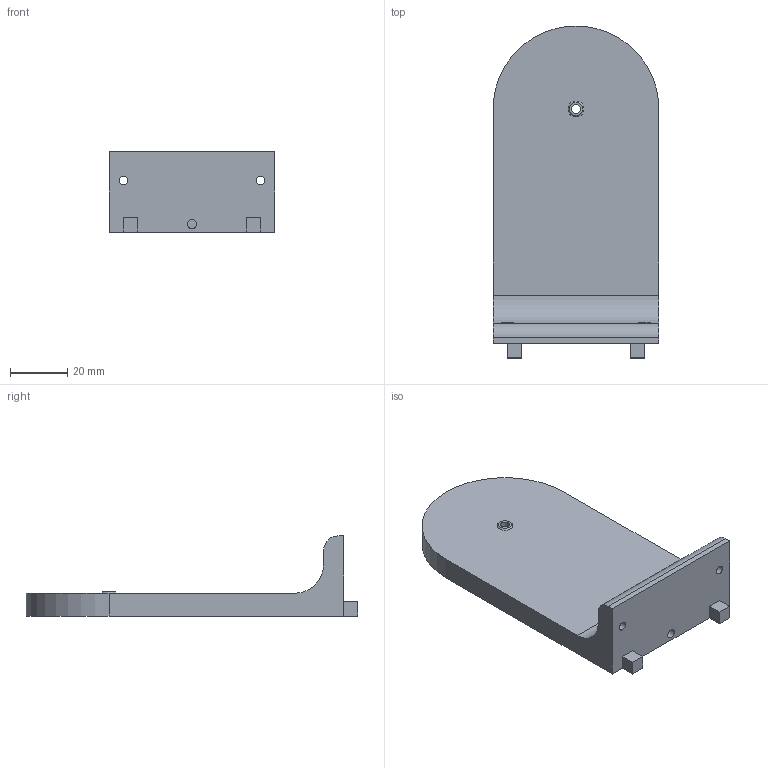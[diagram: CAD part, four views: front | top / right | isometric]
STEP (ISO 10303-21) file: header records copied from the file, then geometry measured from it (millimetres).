
FILE_DESCRIPTION(/* description */ (''),/* implementation_level */ '2;1');
FILE_NAME(/* name */ 'Idle Side Support.stp',/* time_stamp */ '2020-09-01T18:50:25+01:00',/* author */ ('isaac879'),/* organization */ (''),/* preprocessor_version */ 'ST-DEVELOPER v18',/* originating_system */ 'Autodesk Inventor 2020',/* authorisation */ '');
FILE_SCHEMA (('AUTOMOTIVE_DESIGN { 1 0 10303 214 3 1 1 }'));
Length unit declared in the file: millimetre
Products named in the file (1): Idle Side Support
Bounding box: 58 x 116 x 28 mm (x, y, z)
Volume: 57616.3 mm3; surface area: 17471.9 mm2
Topology: 1 solids, 1 shells, 35 faces, 94 edges, 65 vertices
Faces by surface type: plane 23, cylinder 11, cone 1
Full cylindrical faces by diameter (mm): 3 x3, 3.2 x2, 6 x1
Entity records: 1202 total; most frequent: CARTESIAN_POINT 231, DIRECTION 193, ORIENTED_EDGE 188, EDGE_CURVE 94, VERTEX_POINT 65, AXIS2_PLACEMENT_3D 65, LINE 63, VECTOR 63
